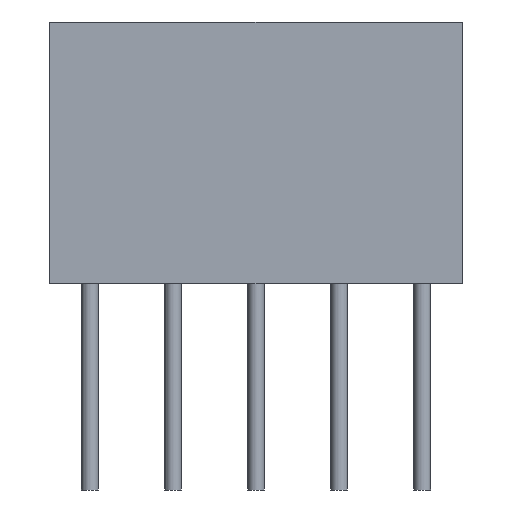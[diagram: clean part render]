
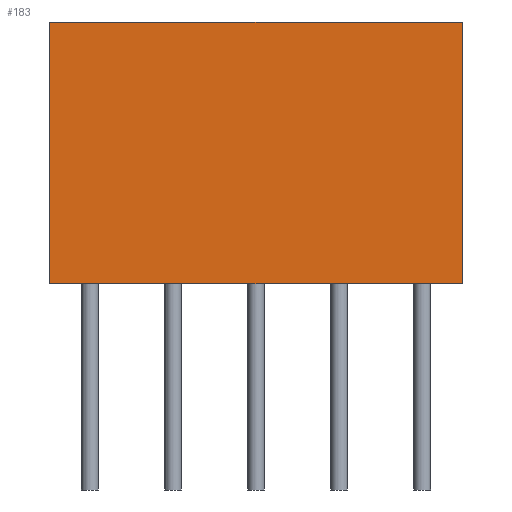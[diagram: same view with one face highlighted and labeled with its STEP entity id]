
A CAD part, front view. The second image highlights one B-rep face of the part: STEP entity #183.
In plain terms, the highlighted planar face has unit normal (0, -1, 0).
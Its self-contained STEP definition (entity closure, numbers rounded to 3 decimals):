
#183 = ADVANCED_FACE ( 'NONE', ( #1154 ), #1808, .F. ) ;
#299 = LINE ( 'NONE', #1584, #438 ) ;
#438 = VECTOR ( 'NONE', #721, 1000. ) ;
#610 = VECTOR ( 'NONE', #1428, 1000. ) ;
#721 = DIRECTION ( 'NONE',  ( 0., 0., -1. ) ) ;
#737 = LINE ( 'NONE', #2714, #610 ) ;
#902 = CARTESIAN_POINT ( 'NONE',  ( -6.3, -9.5, 8. ) ) ;
#946 = EDGE_CURVE ( 'NONE', #1677, #1445, #2218, .T. ) ;
#968 = CARTESIAN_POINT ( 'NONE',  ( -6.3, -9.5, 0. ) ) ;
#973 = CARTESIAN_POINT ( 'NONE',  ( -6.3, -9.5, 8. ) ) ;
#1000 = ORIENTED_EDGE ( 'NONE', *, *, #946, .T. ) ;
#1013 = CARTESIAN_POINT ( 'NONE',  ( 6.3, -9.5, 0. ) ) ;
#1057 = AXIS2_PLACEMENT_3D ( 'NONE', #902, #1771, #2482 ) ;
#1134 = EDGE_LOOP ( 'NONE', ( #2345, #2454, #1827, #1000 ) ) ;
#1154 = FACE_OUTER_BOUND ( 'NONE', #1134, .T. ) ;
#1176 = CARTESIAN_POINT ( 'NONE',  ( -6.3, -9.5, 0. ) ) ;
#1178 = EDGE_CURVE ( 'NONE', #1445, #1270, #1865, .T. ) ;
#1270 = VERTEX_POINT ( 'NONE', #1013 ) ;
#1428 = DIRECTION ( 'NONE',  ( 1., 0., 0. ) ) ;
#1445 = VERTEX_POINT ( 'NONE', #1176 ) ;
#1584 = CARTESIAN_POINT ( 'NONE',  ( 6.3, -9.5, 8. ) ) ;
#1590 = DIRECTION ( 'NONE',  ( 0., 0., -1. ) ) ;
#1677 = VERTEX_POINT ( 'NONE', #973 ) ;
#1698 = EDGE_CURVE ( 'NONE', #1950, #1270, #299, .T. ) ;
#1771 = DIRECTION ( 'NONE',  ( 0., 1., 0. ) ) ;
#1808 = PLANE ( 'NONE',  #1057 ) ;
#1824 = VECTOR ( 'NONE', #2285, 1000. ) ;
#1827 = ORIENTED_EDGE ( 'NONE', *, *, #2376, .F. ) ;
#1865 = LINE ( 'NONE', #968, #1824 ) ;
#1933 = CARTESIAN_POINT ( 'NONE',  ( 6.3, -9.5, 8. ) ) ;
#1950 = VERTEX_POINT ( 'NONE', #1933 ) ;
#2218 = LINE ( 'NONE', #2674, #2477 ) ;
#2285 = DIRECTION ( 'NONE',  ( 1., 0., 0. ) ) ;
#2345 = ORIENTED_EDGE ( 'NONE', *, *, #1178, .T. ) ;
#2376 = EDGE_CURVE ( 'NONE', #1677, #1950, #737, .T. ) ;
#2454 = ORIENTED_EDGE ( 'NONE', *, *, #1698, .F. ) ;
#2477 = VECTOR ( 'NONE', #1590, 1000. ) ;
#2482 = DIRECTION ( 'NONE',  ( 0., 0., 1. ) ) ;
#2674 = CARTESIAN_POINT ( 'NONE',  ( -6.3, -9.5, 8. ) ) ;
#2714 = CARTESIAN_POINT ( 'NONE',  ( -6.3, -9.5, 8. ) ) ;
